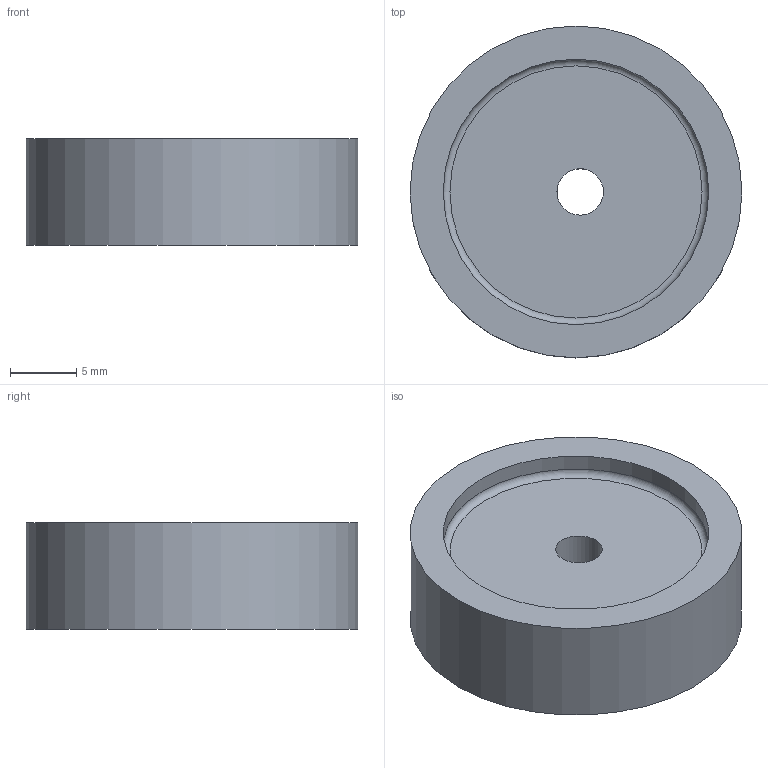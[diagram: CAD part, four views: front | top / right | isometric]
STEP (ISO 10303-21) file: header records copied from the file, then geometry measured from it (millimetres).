
FILE_DESCRIPTION(('HOOPS Exchange Step'),'2;1');
FILE_NAME('temp_export','2022-12-07T16:09:34-06:00',('jonat'),('Shapr3D Limited'),'HOOPS Exchange 2022.0','Shapr3D','Authorized');
FILE_SCHEMA( ('AUTOMOTIVE_DESIGN { 1 0 10303 214 1 1 1 1 }') );
Length unit declared in the file: millimetre
Products named in the file (1): Shaft gage
Bounding box: 25 x 25 x 8 mm (x, y, z)
Volume: 3335.6 mm3; surface area: 1753.3 mm2
Topology: 1 solids, 1 shells, 7 faces, 17 edges, 13 vertices
Faces by surface type: cylinder 3, plane 3, torus 1
Full cylindrical faces by diameter (mm): 3.5 x1, 20 x1, 25 x1
Entity records: 253 total; most frequent: DIRECTION 47, CARTESIAN_POINT 38, ORIENTED_EDGE 34, AXIS2_PLACEMENT_3D 22, EDGE_CURVE 17, CIRCLE 14, VERTEX_POINT 13, EDGE_LOOP 10
